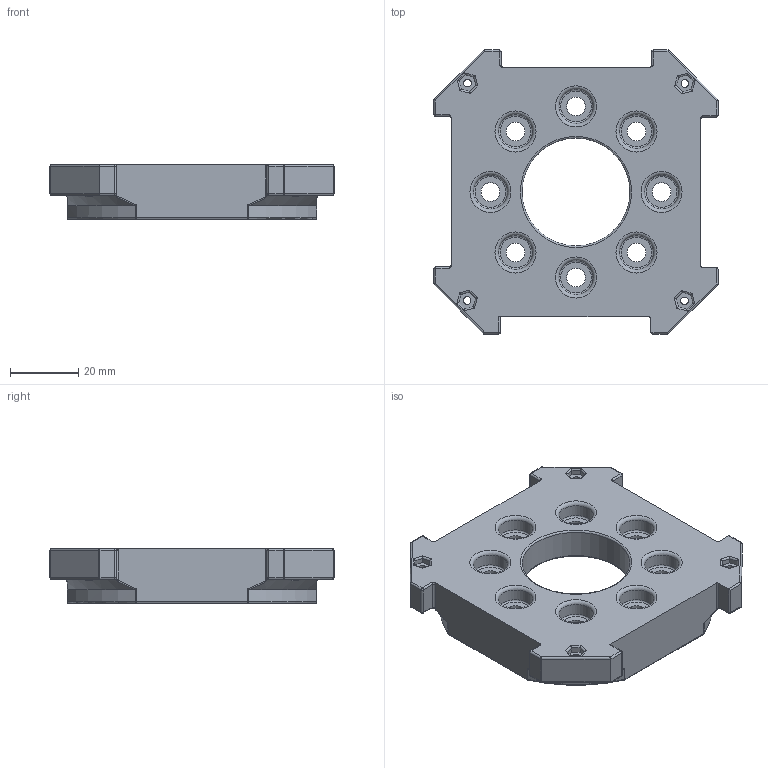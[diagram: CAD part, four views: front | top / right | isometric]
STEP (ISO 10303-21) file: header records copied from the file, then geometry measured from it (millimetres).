
FILE_DESCRIPTION(/* description */ (''),/* implementation_level */ '2;1');
FILE_NAME(/* name */ 'ConnectionPart_between_KUKA-IIWA_and_ActutationModule.step',/* time_stamp */ '2024-01-19T09:41:20Z',/* author */ (''),/* organization */ (''),/* preprocessor_version */ 'ST-DEVELOPER v20',/* originating_system */ 'Autodesk Translation Framework v12.14.0.127',/* authorisation */ '');
FILE_SCHEMA (('AUTOMOTIVE_DESIGN { 1 0 10303 214 3 1 1 }'));
Length unit declared in the file: millimetre
Products named in the file (1): KUKA_IIWA_연결부위 v2
Bounding box: 83 x 83 x 16 mm (x, y, z)
Volume: 50822.5 mm3; surface area: 17768.8 mm2
Topology: 1 solids, 1 shells, 336 faces, 792 edges, 471 vertices
Faces by surface type: cylinder 136, plane 96, torus 37, sphere 32, bspline 30, cone 5
Full cylindrical faces by diameter (mm): 2.2 x4, 5.5 x8, 10 x8, 31.5 x1, 63.5 x1
Entity records: 10779 total; most frequent: CARTESIAN_POINT 3163, ORIENTED_EDGE 1584, DIRECTION 1565, EDGE_CURVE 792, AXIS2_PLACEMENT_3D 604, VERTEX_POINT 471, EDGE_LOOP 375, LINE 357
